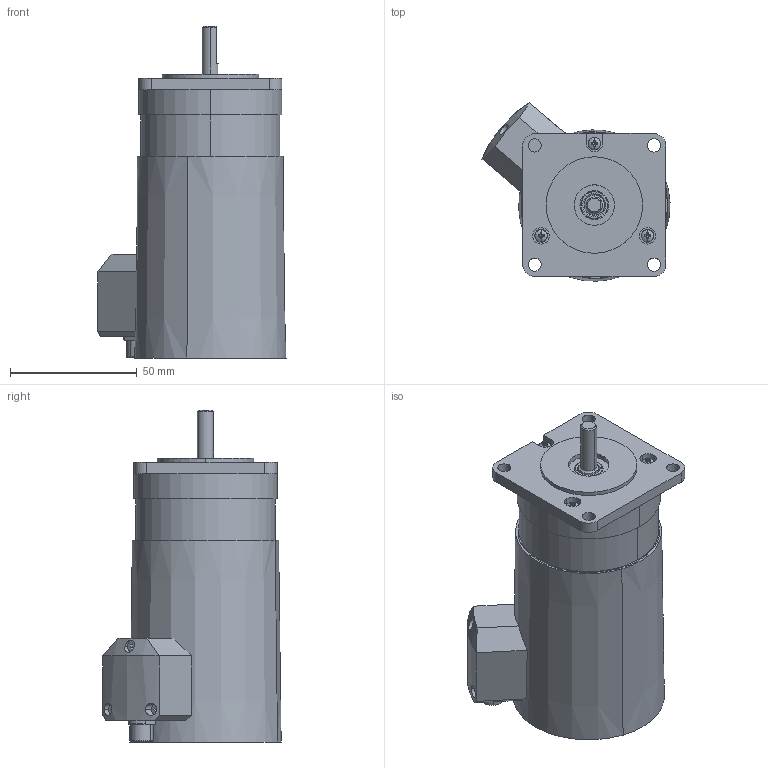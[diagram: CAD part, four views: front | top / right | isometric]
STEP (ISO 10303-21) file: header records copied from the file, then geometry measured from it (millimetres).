
FILE_DESCRIPTION (( 'STEP AP214' ), '1' );
FILE_NAME ('MAC083-XXXXXX-X (STO).STEP', '2023-09-27T09:40:49', ( '' ), ( '' ), 'SwSTEP 2.0', 'SolidWorks 2023', '' );
FILE_SCHEMA (( 'AUTOMOTIVE_DESIGN' ));
Length unit declared in the file: millimetre
Products named in the file (7): pan head cross recess screw_din_DIN EN ISO 7045 - M2.5 x 8 - Z - 8N; MAC083-320 (base)_MAC083; 5972K501_Ball Bearing_5972K501; Shaft variants MAC083-320 (base)_Ø6.35 L20.6 D-shaped ; MAC083-XXXXXX-X (STO); MM0315 MAC50-140 Housing; STO connector (base)
Assembly tree (8 placements, depth 2):
  MAC083-XXXXXX-X (STO)
    MAC083-320 (base)_MAC083
    MM0315 MAC50-140 Housing
    pan head cross recess screw_din_DIN EN ISO 7045 - M2.5 x 8 - Z - 8N  x3
    Shaft variants MAC083-320 (base)_Ø6.35 L20.6 D-shaped 
    5972K501_Ball Bearing_5972K501
    STO connector (base)
Bounding box: 74.25 x 70.4 x 131.12 mm (x, y, z)
Volume: 137914.2 mm3; surface area: 58906.3 mm2
Topology: 20 solids, 20 shells, 668 faces, 1682 edges, 1064 vertices
Faces by surface type: plane 272, cone 164, cylinder 156, torus 54, sphere 22
Entity records: 20901 total; most frequent: CARTESIAN_POINT 5196, DIRECTION 3049, ORIENTED_EDGE 2866, EDGE_CURVE 1433, AXIS2_PLACEMENT_3D 1242, VERTEX_POINT 921, EDGE_LOOP 658, CIRCLE 649
